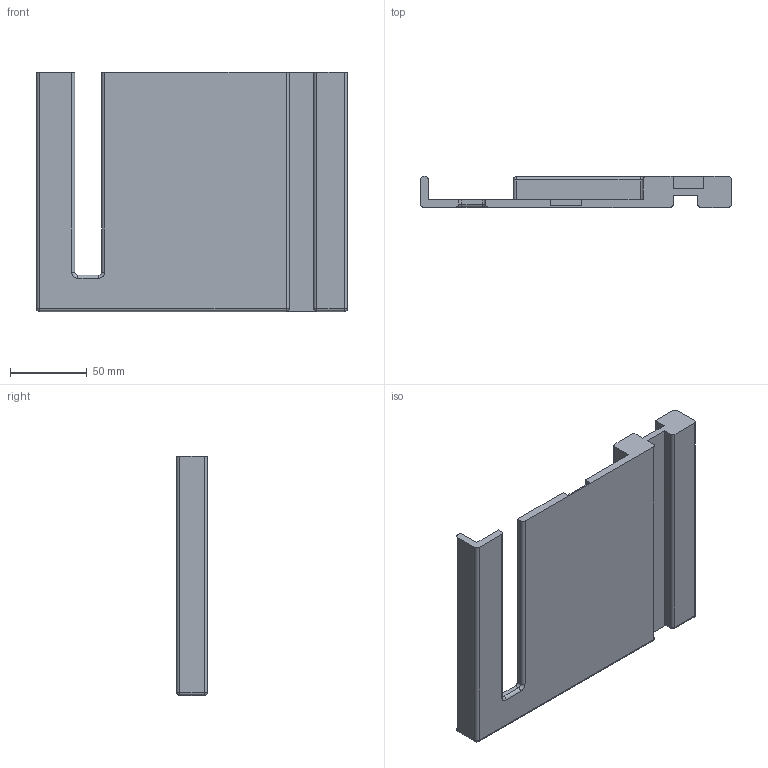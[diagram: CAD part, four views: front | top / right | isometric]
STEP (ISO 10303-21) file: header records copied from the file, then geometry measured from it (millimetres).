
FILE_DESCRIPTION(('Open CASCADE Model'),'2;1');
FILE_NAME('Open CASCADE Shape Model','2023-08-16T16:24:19',('Author'),( 'Open CASCADE'),'Open CASCADE STEP processor 7.6','Open CASCADE 7.6' ,'Unknown');
FILE_SCHEMA(('AUTOMOTIVE_DESIGN { 1 0 10303 214 1 1 1 1 }'));
Length unit declared in the file: millimetre
Products named in the file (1): Open CASCADE STEP translator 7.6 5
Bounding box: 203.15 x 20 x 156.25 mm (x, y, z)
Volume: 258143.4 mm3; surface area: 80802.1 mm2
Topology: 1 solids, 1 shells, 117 faces, 258 edges, 155 vertices
Faces by surface type: plane 57, cylinder 48, sphere 9, torus 3
Full cylindrical faces by diameter (mm): 4.1 x21
Entity records: 6367 total; most frequent: CARTESIAN_POINT 1290, DIRECTION 952, ORIENTED_EDGE 498, PCURVE 498, DEFINITIONAL_REPRESENTATION 498, LINE 483, VECTOR 483, EDGE_CURVE 249
